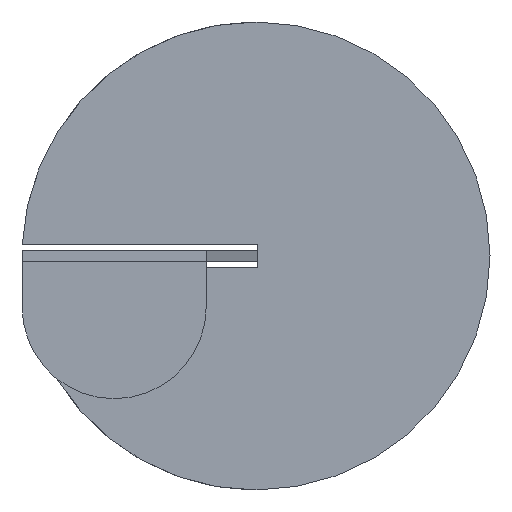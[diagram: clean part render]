
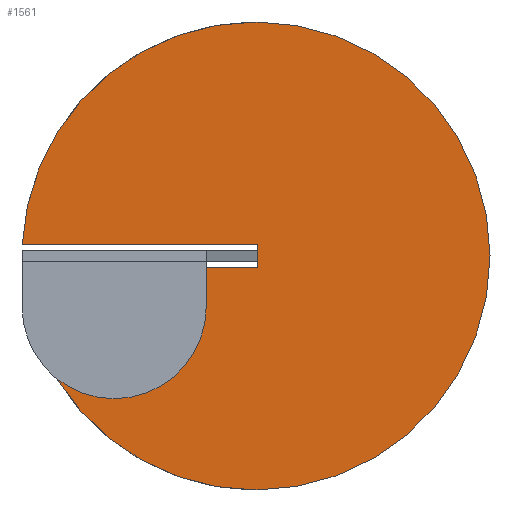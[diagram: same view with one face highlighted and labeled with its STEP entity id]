
A CAD part, left-side view. The second image highlights one B-rep face of the part: STEP entity #1561.
In plain terms, the highlighted planar face has unit normal (-1, 0, 0).
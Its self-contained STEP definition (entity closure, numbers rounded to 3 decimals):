
#20 = DIRECTION ( 'NONE',  ( -1., 0., 0. ) ) ;
#29 = CARTESIAN_POINT ( 'NONE',  ( -37.759, -2.272, 0.15 ) ) ;
#52 = ORIENTED_EDGE ( 'NONE', *, *, #1115, .T. ) ;
#215 = LINE ( 'NONE', #902, #1288 ) ;
#265 = AXIS2_PLACEMENT_3D ( 'NONE', #2176, #20, #1296 ) ;
#289 = DIRECTION ( 'NONE',  ( 1., 0., 0. ) ) ;
#312 = LINE ( 'NONE', #2007, #1699 ) ;
#344 = CIRCLE ( 'NONE', #265, 3.175 ) ;
#579 = AXIS2_PLACEMENT_3D ( 'NONE', #1022, #1518, #832 ) ;
#632 = EDGE_CURVE ( 'NONE', #1691, #948, #215, .T. ) ;
#683 = CARTESIAN_POINT ( 'NONE',  ( -37.759, -5.443, 3.175 ) ) ;
#705 = VECTOR ( 'NONE', #765, 1000. ) ;
#765 = DIRECTION ( 'NONE',  ( 0., 1., 0. ) ) ;
#832 = DIRECTION ( 'NONE',  ( 0., 0., 1. ) ) ;
#837 = PLANE ( 'NONE',  #1915 ) ;
#851 = CARTESIAN_POINT ( 'NONE',  ( -37.759, -5.443, 0. ) ) ;
#868 = CARTESIAN_POINT ( 'NONE',  ( -37.759, -5.443, -3.175 ) ) ;
#902 = CARTESIAN_POINT ( 'NONE',  ( -37.759, -5.468, 0.15 ) ) ;
#948 = VERTEX_POINT ( 'NONE', #1015 ) ;
#959 = EDGE_CURVE ( 'NONE', #1249, #2281, #1420, .T. ) ;
#989 = AXIS2_PLACEMENT_3D ( 'NONE', #851, #2068, #2270 ) ;
#1015 = CARTESIAN_POINT ( 'NONE',  ( -37.759, -5.468, 0.15 ) ) ;
#1022 = CARTESIAN_POINT ( 'NONE',  ( -37.759, -5.443, 0. ) ) ;
#1115 = EDGE_CURVE ( 'NONE', #2281, #1650, #344, .T. ) ;
#1144 = ORIENTED_EDGE ( 'NONE', *, *, #1731, .T. ) ;
#1181 = FACE_OUTER_BOUND ( 'NONE', #1759, .T. ) ;
#1192 = LINE ( 'NONE', #1470, #705 ) ;
#1249 = VERTEX_POINT ( 'NONE', #1922 ) ;
#1281 = VERTEX_POINT ( 'NONE', #2286 ) ;
#1288 = VECTOR ( 'NONE', #1942, 1000. ) ;
#1296 = DIRECTION ( 'NONE',  ( 0., 0., 1. ) ) ;
#1300 = ORIENTED_EDGE ( 'NONE', *, *, #959, .T. ) ;
#1420 = CIRCLE ( 'NONE', #579, 3.175 ) ;
#1470 = CARTESIAN_POINT ( 'NONE',  ( -37.759, -5.468, -0.15 ) ) ;
#1518 = DIRECTION ( 'NONE',  ( -1., 0., 0. ) ) ;
#1535 = EDGE_CURVE ( 'NONE', #1650, #1691, #2192, .T. ) ;
#1551 = CARTESIAN_POINT ( 'NONE',  ( -37.759, -5.443, 0. ) ) ;
#1561 = ADVANCED_FACE ( 'NONE', ( #1181 ), #837, .F. ) ;
#1572 = ORIENTED_EDGE ( 'NONE', *, *, #1535, .T. ) ;
#1650 = VERTEX_POINT ( 'NONE', #683 ) ;
#1691 = VERTEX_POINT ( 'NONE', #29 ) ;
#1699 = VECTOR ( 'NONE', #1823, 1000. ) ;
#1700 = EDGE_CURVE ( 'NONE', #948, #1281, #312, .T. ) ;
#1731 = EDGE_CURVE ( 'NONE', #1281, #1249, #1192, .T. ) ;
#1759 = EDGE_LOOP ( 'NONE', ( #1300, #52, #1572, #1838, #1830, #1144 ) ) ;
#1823 = DIRECTION ( 'NONE',  ( 0., 0., -1. ) ) ;
#1830 = ORIENTED_EDGE ( 'NONE', *, *, #1700, .T. ) ;
#1838 = ORIENTED_EDGE ( 'NONE', *, *, #632, .T. ) ;
#1915 = AXIS2_PLACEMENT_3D ( 'NONE', #1551, #289, #2284 ) ;
#1922 = CARTESIAN_POINT ( 'NONE',  ( -37.759, -2.272, -0.15 ) ) ;
#1942 = DIRECTION ( 'NONE',  ( 0., -1., 0. ) ) ;
#2007 = CARTESIAN_POINT ( 'NONE',  ( -37.759, -5.468, 0.15 ) ) ;
#2068 = DIRECTION ( 'NONE',  ( -1., 0., 0. ) ) ;
#2176 = CARTESIAN_POINT ( 'NONE',  ( -37.759, -5.443, 0. ) ) ;
#2192 = CIRCLE ( 'NONE', #989, 3.175 ) ;
#2270 = DIRECTION ( 'NONE',  ( 0., 0., 1. ) ) ;
#2281 = VERTEX_POINT ( 'NONE', #868 ) ;
#2284 = DIRECTION ( 'NONE',  ( 0., 0., -1. ) ) ;
#2286 = CARTESIAN_POINT ( 'NONE',  ( -37.759, -5.468, -0.15 ) ) ;
